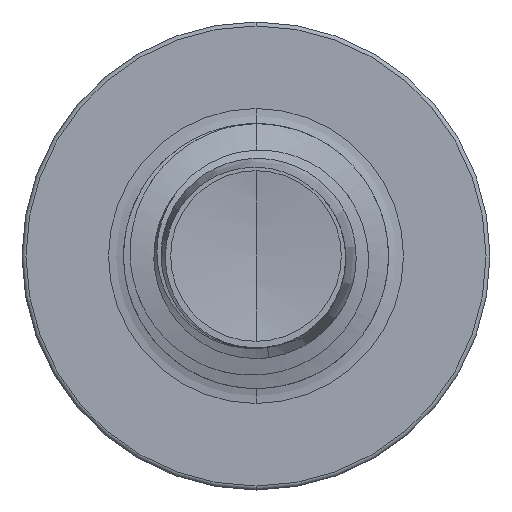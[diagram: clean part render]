
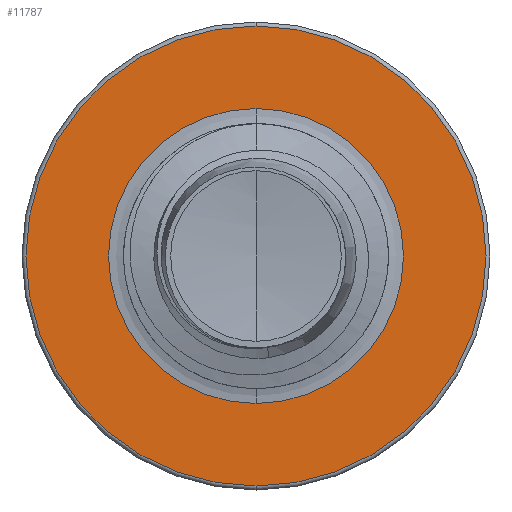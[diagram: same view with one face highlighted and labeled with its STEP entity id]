
A CAD part, front view. The second image highlights one B-rep face of the part: STEP entity #11787.
In plain terms, the highlighted planar face has unit normal (0, -1, 0).
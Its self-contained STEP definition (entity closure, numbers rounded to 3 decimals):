
#435 = CARTESIAN_POINT ( 'NONE',  ( 0., 3.5, 2.605 ) ) ;
#893 = DIRECTION ( 'NONE',  ( 0., 0., 1. ) ) ;
#908 = DIRECTION ( 'NONE',  ( 0., 1., 0. ) ) ;
#913 = AXIS2_PLACEMENT_3D ( 'NONE', #9176, #10735, #5390 ) ;
#915 = CARTESIAN_POINT ( 'NONE',  ( 0., 3.5, 0. ) ) ;
#1207 = VERTEX_POINT ( 'NONE', #4745 ) ;
#2124 = ORIENTED_EDGE ( 'NONE', *, *, #3033, .F. ) ;
#2256 = ORIENTED_EDGE ( 'NONE', *, *, #12152, .F. ) ;
#2490 = CIRCLE ( 'NONE', #8154, 2.605 ) ;
#2683 = ORIENTED_EDGE ( 'NONE', *, *, #3763, .T. ) ;
#2709 = DIRECTION ( 'NONE',  ( 0., 0., 1. ) ) ;
#2721 = DIRECTION ( 'NONE',  ( 0., 1., 0. ) ) ;
#2737 = CARTESIAN_POINT ( 'NONE',  ( 0., 3.5, 0. ) ) ;
#3033 = EDGE_CURVE ( 'NONE', #1207, #9816, #2490, .T. ) ;
#3256 = DIRECTION ( 'NONE',  ( 0., 1., 0. ) ) ;
#3268 = DIRECTION ( 'NONE',  ( 0., 0., 1. ) ) ;
#3406 = EDGE_CURVE ( 'NONE', #8210, #5395, #9178, .T. ) ;
#3501 = CARTESIAN_POINT ( 'NONE',  ( 0., 3.5, 0. ) ) ;
#3686 = CARTESIAN_POINT ( 'NONE',  ( 0., 3.5, 0. ) ) ;
#3763 = EDGE_CURVE ( 'NONE', #5395, #8210, #5764, .T. ) ;
#4745 = CARTESIAN_POINT ( 'NONE',  ( 0., 3.5, -2.605 ) ) ;
#4759 = DIRECTION ( 'NONE',  ( 0., 0., 1. ) ) ;
#5390 = DIRECTION ( 'NONE',  ( 0., 0., 1. ) ) ;
#5395 = VERTEX_POINT ( 'NONE', #9859 ) ;
#5764 = CIRCLE ( 'NONE', #12252, 1.67 ) ;
#6516 = AXIS2_PLACEMENT_3D ( 'NONE', #3501, #3256, #3268 ) ;
#6667 = FACE_OUTER_BOUND ( 'NONE', #8296, .T. ) ;
#8113 = CIRCLE ( 'NONE', #9206, 2.605 ) ;
#8154 = AXIS2_PLACEMENT_3D ( 'NONE', #915, #908, #893 ) ;
#8210 = VERTEX_POINT ( 'NONE', #10570 ) ;
#8296 = EDGE_LOOP ( 'NONE', ( #2256, #2124 ) ) ;
#9176 = CARTESIAN_POINT ( 'NONE',  ( 0., 3.5, -1.67 ) ) ;
#9178 = CIRCLE ( 'NONE', #6516, 1.67 ) ;
#9206 = AXIS2_PLACEMENT_3D ( 'NONE', #3686, #10238, #4759 ) ;
#9816 = VERTEX_POINT ( 'NONE', #435 ) ;
#9859 = CARTESIAN_POINT ( 'NONE',  ( 0., 3.5, 1.67 ) ) ;
#10238 = DIRECTION ( 'NONE',  ( 0., 1., 0. ) ) ;
#10570 = CARTESIAN_POINT ( 'NONE',  ( 0., 3.5, -1.67 ) ) ;
#10735 = DIRECTION ( 'NONE',  ( 0., 1., 0. ) ) ;
#11219 = FACE_BOUND ( 'NONE', #11918, .T. ) ;
#11523 = PLANE ( 'NONE',  #913 ) ;
#11755 = ORIENTED_EDGE ( 'NONE', *, *, #3406, .T. ) ;
#11787 = ADVANCED_FACE ( 'NONE', ( #6667, #11219 ), #11523, .F. ) ;
#11918 = EDGE_LOOP ( 'NONE', ( #2683, #11755 ) ) ;
#12152 = EDGE_CURVE ( 'NONE', #9816, #1207, #8113, .T. ) ;
#12252 = AXIS2_PLACEMENT_3D ( 'NONE', #2737, #2721, #2709 ) ;
